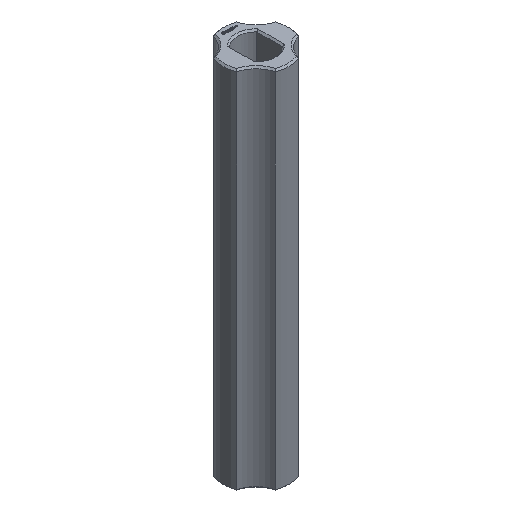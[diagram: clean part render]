
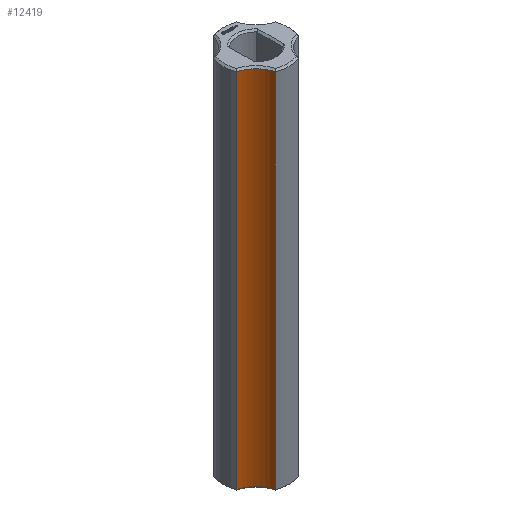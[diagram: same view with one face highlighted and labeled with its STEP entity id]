
A CAD part, isometric view. The second image highlights one B-rep face of the part: STEP entity #12419.
In plain terms, the highlighted cylindrical face has radius 5 mm (diameter 10 mm), a partial arc.
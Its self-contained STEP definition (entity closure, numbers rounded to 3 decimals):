
#189 = CYLINDRICAL_SURFACE('',#190,6.25);
#190 = AXIS2_PLACEMENT_3D('',#191,#192,#193);
#191 = CARTESIAN_POINT('',(0.,0.,0.));
#192 = DIRECTION('',(-0.,-0.,-1.));
#193 = DIRECTION('',(1.,0.,0.));
#625 = EDGE_CURVE('',#626,#628,#630,.T.);
#626 = VERTEX_POINT('',#627);
#627 = CARTESIAN_POINT('',(-2.225,-5.841,0.3));
#628 = VERTEX_POINT('',#629);
#629 = CARTESIAN_POINT('',(-2.225,-5.841,68.45));
#630 = SURFACE_CURVE('',#631,(#635,#642),.PCURVE_S1.);
#631 = LINE('',#632,#633);
#632 = CARTESIAN_POINT('',(-2.225,-5.841,0.));
#633 = VECTOR('',#634,1.);
#634 = DIRECTION('',(0.,0.,1.));
#635 = PCURVE('',#189,#636);
#636 = DEFINITIONAL_REPRESENTATION('',(#637),#641);
#637 = LINE('',#638,#639);
#638 = CARTESIAN_POINT('',(-4.348,0.));
#639 = VECTOR('',#640,1.);
#640 = DIRECTION('',(-0.,-1.));
#641 = ( GEOMETRIC_REPRESENTATION_CONTEXT(2) 
PARAMETRIC_REPRESENTATION_CONTEXT() REPRESENTATION_CONTEXT('2D SPACE',''
  ) );
#642 = PCURVE('',#643,#648);
#643 = CYLINDRICAL_SURFACE('',#644,5.);
#644 = AXIS2_PLACEMENT_3D('',#645,#646,#647);
#645 = CARTESIAN_POINT('',(-7.071,-7.071,0.));
#646 = DIRECTION('',(-0.,-0.,-1.));
#647 = DIRECTION('',(1.,0.,0.));
#648 = DEFINITIONAL_REPRESENTATION('',(#649),#653);
#649 = LINE('',#650,#651);
#650 = CARTESIAN_POINT('',(-0.249,0.));
#651 = VECTOR('',#652,1.);
#652 = DIRECTION('',(-0.,-1.));
#653 = ( GEOMETRIC_REPRESENTATION_CONTEXT(2) 
PARAMETRIC_REPRESENTATION_CONTEXT() REPRESENTATION_CONTEXT('2D SPACE',''
  ) );
#832 = CONICAL_SURFACE('',#833,5.,0.785);
#833 = AXIS2_PLACEMENT_3D('',#834,#835,#836);
#834 = CARTESIAN_POINT('',(-7.071,-7.071,0.3));
#835 = DIRECTION('',(-0.,-0.,-1.));
#836 = DIRECTION('',(0.969,0.246,0.));
#1149 = CONICAL_SURFACE('',#1150,5.,0.785);
#1150 = AXIS2_PLACEMENT_3D('',#1151,#1152,#1153);
#1151 = CARTESIAN_POINT('',(-7.071,-7.071,68.45));
#1152 = DIRECTION('',(0.,0.,1.));
#1153 = DIRECTION('',(0.969,0.246,0.));
#12419 = ADVANCED_FACE('',(#12420),#643,.F.);
#12420 = FACE_BOUND('',#12421,.T.);
#12421 = EDGE_LOOP('',(#12422,#12423,#12447,#12475));
#12422 = ORIENTED_EDGE('',*,*,#625,.T.);
#12423 = ORIENTED_EDGE('',*,*,#12424,.T.);
#12424 = EDGE_CURVE('',#628,#12425,#12427,.T.);
#12425 = VERTEX_POINT('',#12426);
#12426 = CARTESIAN_POINT('',(-5.841,-2.225,68.45));
#12427 = SURFACE_CURVE('',#12428,(#12433,#12440),.PCURVE_S1.);
#12428 = CIRCLE('',#12429,5.);
#12429 = AXIS2_PLACEMENT_3D('',#12430,#12431,#12432);
#12430 = CARTESIAN_POINT('',(-7.071,-7.071,68.45));
#12431 = DIRECTION('',(0.,-0.,1.));
#12432 = DIRECTION('',(0.969,0.246,0.));
#12433 = PCURVE('',#643,#12434);
#12434 = DEFINITIONAL_REPRESENTATION('',(#12435),#12439);
#12435 = LINE('',#12436,#12437);
#12436 = CARTESIAN_POINT('',(-0.249,-68.45));
#12437 = VECTOR('',#12438,1.);
#12438 = DIRECTION('',(-1.,0.));
#12439 = ( GEOMETRIC_REPRESENTATION_CONTEXT(2) 
PARAMETRIC_REPRESENTATION_CONTEXT() REPRESENTATION_CONTEXT('2D SPACE',''
  ) );
#12440 = PCURVE('',#1149,#12441);
#12441 = DEFINITIONAL_REPRESENTATION('',(#12442),#12446);
#12442 = LINE('',#12443,#12444);
#12443 = CARTESIAN_POINT('',(0.,0.));
#12444 = VECTOR('',#12445,1.);
#12445 = DIRECTION('',(1.,0.));
#12446 = ( GEOMETRIC_REPRESENTATION_CONTEXT(2) 
PARAMETRIC_REPRESENTATION_CONTEXT() REPRESENTATION_CONTEXT('2D SPACE',''
  ) );
#12447 = ORIENTED_EDGE('',*,*,#12448,.F.);
#12448 = EDGE_CURVE('',#12449,#12425,#12451,.T.);
#12449 = VERTEX_POINT('',#12450);
#12450 = CARTESIAN_POINT('',(-5.841,-2.225,0.3));
#12451 = SURFACE_CURVE('',#12452,(#12456,#12463),.PCURVE_S1.);
#12452 = LINE('',#12453,#12454);
#12453 = CARTESIAN_POINT('',(-5.841,-2.225,0.));
#12454 = VECTOR('',#12455,1.);
#12455 = DIRECTION('',(0.,0.,1.));
#12456 = PCURVE('',#643,#12457);
#12457 = DEFINITIONAL_REPRESENTATION('',(#12458),#12462);
#12458 = LINE('',#12459,#12460);
#12459 = CARTESIAN_POINT('',(-1.322,0.));
#12460 = VECTOR('',#12461,1.);
#12461 = DIRECTION('',(-0.,-1.));
#12462 = ( GEOMETRIC_REPRESENTATION_CONTEXT(2) 
PARAMETRIC_REPRESENTATION_CONTEXT() REPRESENTATION_CONTEXT('2D SPACE',''
  ) );
#12463 = PCURVE('',#12464,#12469);
#12464 = CYLINDRICAL_SURFACE('',#12465,6.25);
#12465 = AXIS2_PLACEMENT_3D('',#12466,#12467,#12468);
#12466 = CARTESIAN_POINT('',(0.,0.,0.));
#12467 = DIRECTION('',(-0.,-0.,-1.));
#12468 = DIRECTION('',(1.,0.,0.));
#12469 = DEFINITIONAL_REPRESENTATION('',(#12470),#12474);
#12470 = LINE('',#12471,#12472);
#12471 = CARTESIAN_POINT('',(-3.506,0.));
#12472 = VECTOR('',#12473,1.);
#12473 = DIRECTION('',(-0.,-1.));
#12474 = ( GEOMETRIC_REPRESENTATION_CONTEXT(2) 
PARAMETRIC_REPRESENTATION_CONTEXT() REPRESENTATION_CONTEXT('2D SPACE',''
  ) );
#12475 = ORIENTED_EDGE('',*,*,#12476,.F.);
#12476 = EDGE_CURVE('',#626,#12449,#12477,.T.);
#12477 = SURFACE_CURVE('',#12478,(#12483,#12490),.PCURVE_S1.);
#12478 = CIRCLE('',#12479,5.);
#12479 = AXIS2_PLACEMENT_3D('',#12480,#12481,#12482);
#12480 = CARTESIAN_POINT('',(-7.071,-7.071,0.3));
#12481 = DIRECTION('',(0.,-0.,1.));
#12482 = DIRECTION('',(0.969,0.246,0.));
#12483 = PCURVE('',#643,#12484);
#12484 = DEFINITIONAL_REPRESENTATION('',(#12485),#12489);
#12485 = LINE('',#12486,#12487);
#12486 = CARTESIAN_POINT('',(-0.249,-0.3));
#12487 = VECTOR('',#12488,1.);
#12488 = DIRECTION('',(-1.,0.));
#12489 = ( GEOMETRIC_REPRESENTATION_CONTEXT(2) 
PARAMETRIC_REPRESENTATION_CONTEXT() REPRESENTATION_CONTEXT('2D SPACE',''
  ) );
#12490 = PCURVE('',#832,#12491);
#12491 = DEFINITIONAL_REPRESENTATION('',(#12492),#12496);
#12492 = LINE('',#12493,#12494);
#12493 = CARTESIAN_POINT('',(-0.,0.));
#12494 = VECTOR('',#12495,1.);
#12495 = DIRECTION('',(-1.,0.));
#12496 = ( GEOMETRIC_REPRESENTATION_CONTEXT(2) 
PARAMETRIC_REPRESENTATION_CONTEXT() REPRESENTATION_CONTEXT('2D SPACE',''
  ) );
